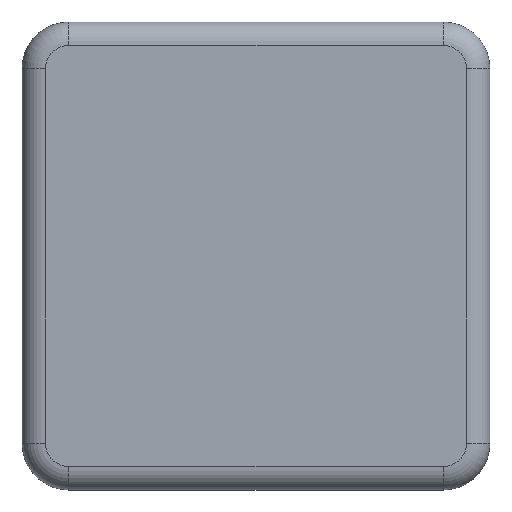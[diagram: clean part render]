
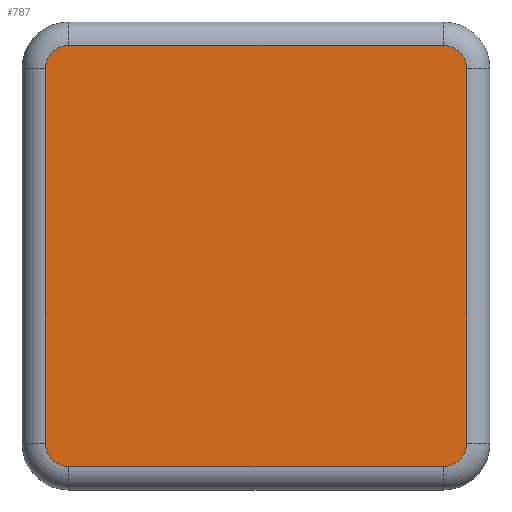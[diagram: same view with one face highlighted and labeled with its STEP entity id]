
A CAD part, top view. The second image highlights one B-rep face of the part: STEP entity #787.
In plain terms, the highlighted planar face has unit normal (0, 0, 1).
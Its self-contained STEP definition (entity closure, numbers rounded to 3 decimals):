
#12 = DIRECTION ( 'NONE',  ( -1., 0., 0. ) ) ;
#120 = EDGE_LOOP ( 'NONE', ( #2057, #525, #2431, #2679, #927, #1588, #1608, #346 ) ) ;
#194 = CIRCLE ( 'NONE', #719, 1.5 ) ;
#205 = DIRECTION ( 'NONE',  ( -1., 0., 0. ) ) ;
#255 = DIRECTION ( 'NONE',  ( 0., 0., 1. ) ) ;
#272 = CARTESIAN_POINT ( 'NONE',  ( 12., 13.5, 3. ) ) ;
#273 = EDGE_CURVE ( 'NONE', #2091, #513, #2288, .T. ) ;
#319 = VERTEX_POINT ( 'NONE', #272 ) ;
#330 = EDGE_CURVE ( 'NONE', #513, #1866, #194, .T. ) ;
#346 = ORIENTED_EDGE ( 'NONE', *, *, #2460, .T. ) ;
#425 = VECTOR ( 'NONE', #1080, 1000. ) ;
#513 = VERTEX_POINT ( 'NONE', #2355 ) ;
#519 = AXIS2_PLACEMENT_3D ( 'NONE', #1150, #1892, #205 ) ;
#525 = ORIENTED_EDGE ( 'NONE', *, *, #330, .T. ) ;
#606 = CARTESIAN_POINT ( 'NONE',  ( -12., -13.5, 3. ) ) ;
#622 = EDGE_CURVE ( 'NONE', #2882, #2559, #1077, .T. ) ;
#634 = CARTESIAN_POINT ( 'NONE',  ( -13.5, 12., 3. ) ) ;
#719 = AXIS2_PLACEMENT_3D ( 'NONE', #2206, #255, #12 ) ;
#728 = CARTESIAN_POINT ( 'NONE',  ( -12., -12., 3. ) ) ;
#772 = DIRECTION ( 'NONE',  ( 0., 0., 1. ) ) ;
#787 = ADVANCED_FACE ( 'NONE', ( #2500 ), #1612, .F. ) ;
#807 = VERTEX_POINT ( 'NONE', #2097 ) ;
#827 = LINE ( 'NONE', #2040, #425 ) ;
#831 = CARTESIAN_POINT ( 'NONE',  ( -13.5, 0., 3. ) ) ;
#927 = ORIENTED_EDGE ( 'NONE', *, *, #2766, .T. ) ;
#990 = VECTOR ( 'NONE', #2937, 1000. ) ;
#1077 = LINE ( 'NONE', #831, #1112 ) ;
#1080 = DIRECTION ( 'NONE',  ( -1., 0., 0. ) ) ;
#1110 = CARTESIAN_POINT ( 'NONE',  ( 0., 0., 3. ) ) ;
#1112 = VECTOR ( 'NONE', #1527, 1000. ) ;
#1150 = CARTESIAN_POINT ( 'NONE',  ( 12., 12., 3. ) ) ;
#1441 = DIRECTION ( 'NONE',  ( 0., 1., 0. ) ) ;
#1527 = DIRECTION ( 'NONE',  ( 0., -1., 0. ) ) ;
#1588 = ORIENTED_EDGE ( 'NONE', *, *, #1931, .T. ) ;
#1608 = ORIENTED_EDGE ( 'NONE', *, *, #622, .T. ) ;
#1612 = PLANE ( 'NONE',  #2617 ) ;
#1683 = CIRCLE ( 'NONE', #1891, 1.5 ) ;
#1742 = EDGE_CURVE ( 'NONE', #1866, #807, #2670, .T. ) ;
#1859 = DIRECTION ( 'NONE',  ( -1., 0., 0. ) ) ;
#1866 = VERTEX_POINT ( 'NONE', #2662 ) ;
#1891 = AXIS2_PLACEMENT_3D ( 'NONE', #728, #2649, #1899 ) ;
#1892 = DIRECTION ( 'NONE',  ( 0., 0., 1. ) ) ;
#1899 = DIRECTION ( 'NONE',  ( -1., 0., 0. ) ) ;
#1931 = EDGE_CURVE ( 'NONE', #2785, #2882, #2543, .T. ) ;
#1968 = CARTESIAN_POINT ( 'NONE',  ( -13.5, -12., 3. ) ) ;
#2040 = CARTESIAN_POINT ( 'NONE',  ( 0., 13.5, 3. ) ) ;
#2050 = CARTESIAN_POINT ( 'NONE',  ( -12., 13.5, 3. ) ) ;
#2057 = ORIENTED_EDGE ( 'NONE', *, *, #273, .T. ) ;
#2091 = VERTEX_POINT ( 'NONE', #606 ) ;
#2097 = CARTESIAN_POINT ( 'NONE',  ( 13.5, 12., 3. ) ) ;
#2105 = AXIS2_PLACEMENT_3D ( 'NONE', #2729, #772, #2967 ) ;
#2206 = CARTESIAN_POINT ( 'NONE',  ( 12., -12., 3. ) ) ;
#2288 = LINE ( 'NONE', #3137, #990 ) ;
#2355 = CARTESIAN_POINT ( 'NONE',  ( 12., -13.5, 3. ) ) ;
#2382 = CARTESIAN_POINT ( 'NONE',  ( 13.5, 0., 3. ) ) ;
#2431 = ORIENTED_EDGE ( 'NONE', *, *, #1742, .T. ) ;
#2460 = EDGE_CURVE ( 'NONE', #2559, #2091, #1683, .T. ) ;
#2500 = FACE_OUTER_BOUND ( 'NONE', #120, .T. ) ;
#2507 = CIRCLE ( 'NONE', #519, 1.5 ) ;
#2543 = CIRCLE ( 'NONE', #2105, 1.5 ) ;
#2550 = DIRECTION ( 'NONE',  ( 0., 0., -1. ) ) ;
#2559 = VERTEX_POINT ( 'NONE', #1968 ) ;
#2617 = AXIS2_PLACEMENT_3D ( 'NONE', #1110, #2550, #1859 ) ;
#2649 = DIRECTION ( 'NONE',  ( 0., 0., 1. ) ) ;
#2662 = CARTESIAN_POINT ( 'NONE',  ( 13.5, -12., 3. ) ) ;
#2670 = LINE ( 'NONE', #2382, #3073 ) ;
#2679 = ORIENTED_EDGE ( 'NONE', *, *, #3152, .T. ) ;
#2729 = CARTESIAN_POINT ( 'NONE',  ( -12., 12., 3. ) ) ;
#2766 = EDGE_CURVE ( 'NONE', #319, #2785, #827, .T. ) ;
#2785 = VERTEX_POINT ( 'NONE', #2050 ) ;
#2882 = VERTEX_POINT ( 'NONE', #634 ) ;
#2937 = DIRECTION ( 'NONE',  ( 1., 0., 0. ) ) ;
#2967 = DIRECTION ( 'NONE',  ( -1., 0., 0. ) ) ;
#3073 = VECTOR ( 'NONE', #1441, 1000. ) ;
#3137 = CARTESIAN_POINT ( 'NONE',  ( 0., -13.5, 3. ) ) ;
#3152 = EDGE_CURVE ( 'NONE', #807, #319, #2507, .T. ) ;
